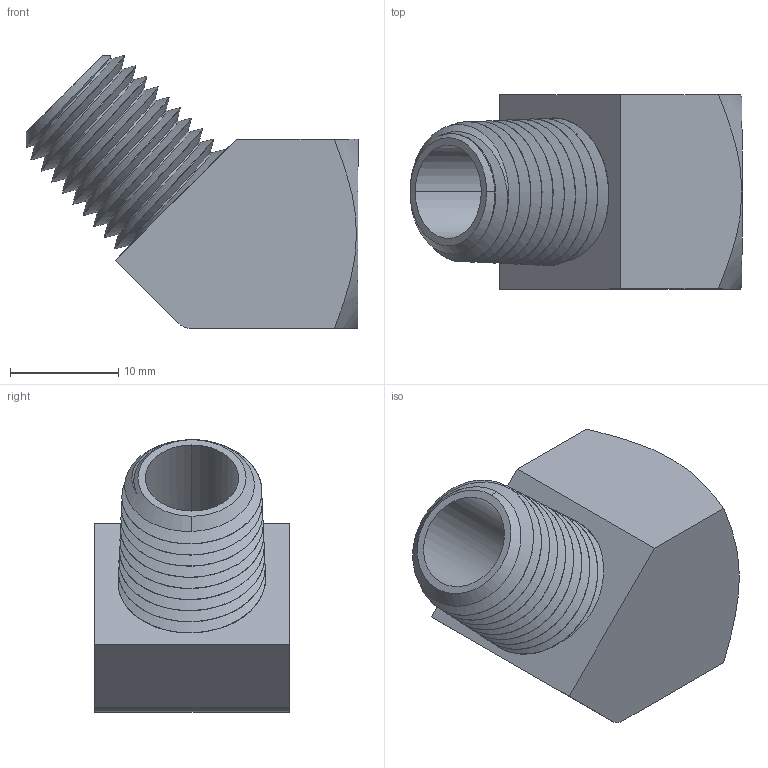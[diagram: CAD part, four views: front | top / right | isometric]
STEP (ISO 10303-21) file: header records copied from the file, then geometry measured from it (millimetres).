
FILE_DESCRIPTION(/* description */ (''),/* implementation_level */ '2;1');
FILE_NAME(/* name */ '124-N2.stp',/* time_stamp */ '2024-01-23T10:17:46-05:00',/* author */ ('esanner'),/* organization */ (''),/* preprocessor_version */ 'ST-DEVELOPER v19',/* originating_system */ 'AutoCAD Mechanical',/* authorisation */ '');
FILE_SCHEMA (('AUTOMOTIVE_DESIGN { 1 0 10303 214 3 1 1 }'));
Length unit declared in the file: millimetre
Products named in the file (2): Product; 124-N2
Assembly tree (1 placements, depth 2):
  Product
    124-N2
Bounding box: 30.69 x 17.96 x 25.2 mm (x, y, z)
Volume: 4419.2 mm3; surface area: 3938 mm2
Topology: 1 solids, 1 shells, 69 faces, 194 edges, 128 vertices
Faces by surface type: cone 45, cylinder 10, plane 9, bspline 5
Entity records: 12459 total; most frequent: CARTESIAN_POINT 10855, ORIENTED_EDGE 388, DIRECTION 237, EDGE_CURVE 194, VERTEX_POINT 128, B_SPLINE_CURVE_WITH_KNOTS 107, AXIS2_PLACEMENT_3D 89, EDGE_LOOP 72
